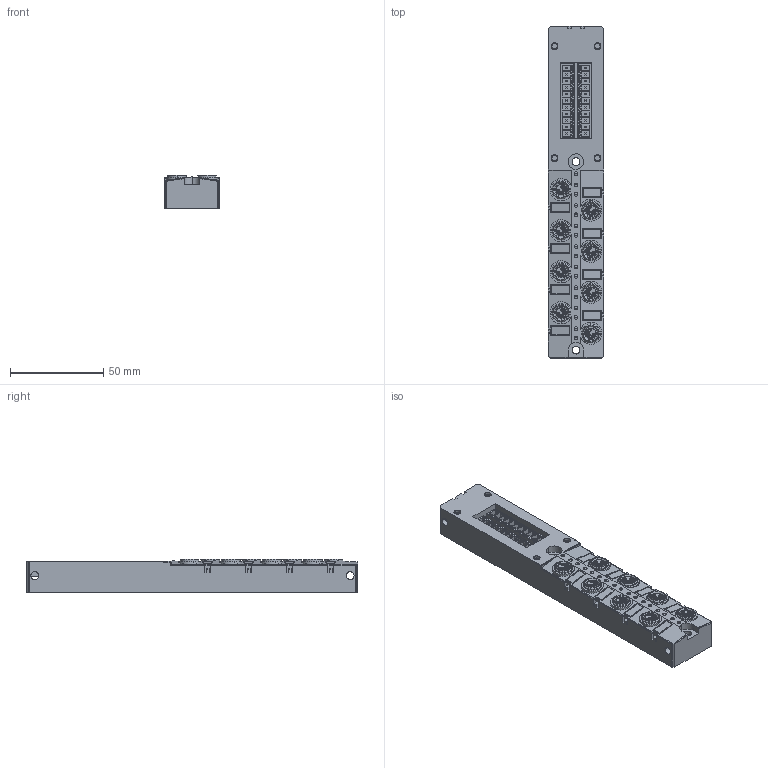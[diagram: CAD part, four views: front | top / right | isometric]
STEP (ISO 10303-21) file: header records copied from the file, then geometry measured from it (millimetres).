
FILE_DESCRIPTION(('CATIA V5 STEP Exchange','CAx-IF Rec.Pracs.--- Model Styling and Organization---1.4--- 2014-01-23'),'2;1');
FILE_NAME ('1352869-2_0_2819070000_2819070000.stp','2022-04-27T11:40:45+00:00',('none'),('Weidmueller'),'CATIA Version 5-6 Release 2016 SP3 HF44','CATIA V5 STEP AP214','none');
FILE_SCHEMA(('AUTOMOTIVE_DESIGN { 1 0 10303 214 1 1 1 1 }'));
Products named in the file (1): 2819070000
Bounding box: 30 x 177.9 x 18.2 mm (x, y, z)
Volume: 82271.4 mm3; surface area: 36686.6 mm2
Topology: 67 solids, 88 shells, 2545 faces, 6243 edges, 4074 vertices
Faces by surface type: plane 1517, cylinder 612, cone 312, torus 60, sphere 44
Entity records: 78316 total; most frequent: CARTESIAN_POINT 20813, ORIENTED_EDGE 12478, DIRECTION 9998, EDGE_CURVE 6239, VECTOR 4116, LINE 4116, VERTEX_POINT 4074, AXIS2_PLACEMENT_3D 3540
